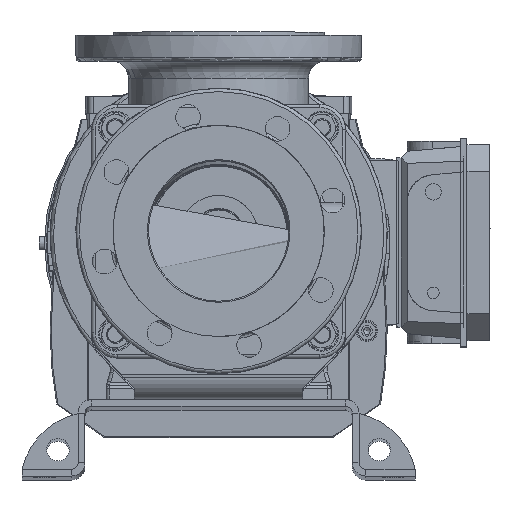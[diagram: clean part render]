
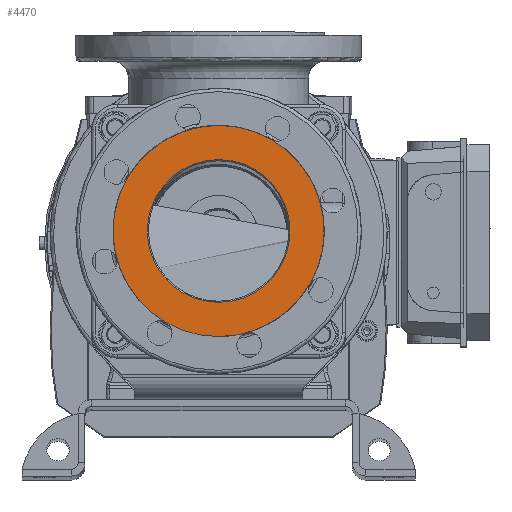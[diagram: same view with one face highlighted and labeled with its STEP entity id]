
A CAD part, top view. The second image highlights one B-rep face of the part: STEP entity #4470.
In plain terms, the highlighted planar face has unit normal (0, 0, 1).
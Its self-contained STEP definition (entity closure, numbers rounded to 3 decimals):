
#4470=ADVANCED_FACE('',(#33708,#33710),#33712,.T.);
#33708=FACE_BOUND('',#33709,.T.);
#33709=EDGE_LOOP('',(#55891));
#33710=FACE_BOUND('',#33711,.T.);
#33711=EDGE_LOOP('',(#55892));
#33712=PLANE('',#33713);
#33713=AXIS2_PLACEMENT_3D('',#33714,#33715,#33716);
#33714=CARTESIAN_POINT('',(406.657,1158.507,2810.982));
#33715=DIRECTION('',(0.,0.,1.));
#33716=DIRECTION('',(0.,-1.,0.));
#55891=ORIENTED_EDGE('',*,*,#69054,.T.);
#55892=ORIENTED_EDGE('',*,*,#68982,.T.);
#68982=EDGE_CURVE('',#76456,#76456,#76457,.T.);
#69054=EDGE_CURVE('',#76587,#76587,#76588,.T.);
#76456=VERTEX_POINT('',#98353);
#76457=CIRCLE('',#98354,63.5);
#76587=VERTEX_POINT('',#99583);
#76588=CIRCLE('',#99584,94.);
#98353=CARTESIAN_POINT('',(406.657,1095.007,2810.982));
#98354=AXIS2_PLACEMENT_3D('',#98355,#98356,#98357);
#98355=CARTESIAN_POINT('',(406.657,1158.507,2810.982));
#98356=DIRECTION('',(0.,0.,-1.));
#98357=DIRECTION('',(0.,-1.,0.));
#99583=CARTESIAN_POINT('',(406.657,1064.507,2810.982));
#99584=AXIS2_PLACEMENT_3D('',#99585,#99586,#99587);
#99585=CARTESIAN_POINT('',(406.657,1158.507,2810.982));
#99586=DIRECTION('',(0.,0.,1.));
#99587=DIRECTION('',(0.,-1.,0.));
